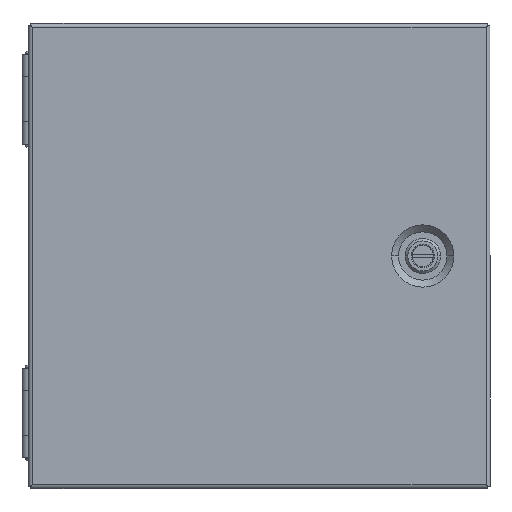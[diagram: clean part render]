
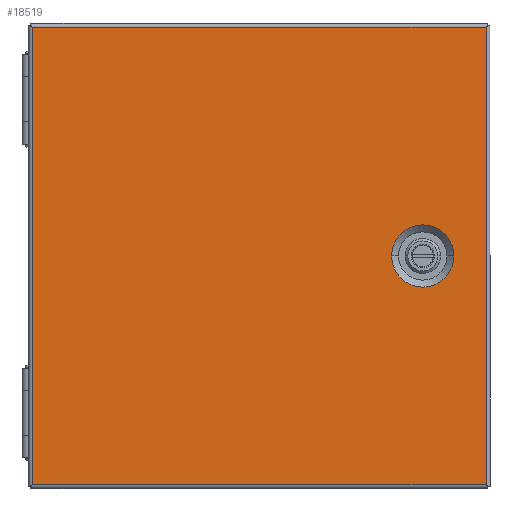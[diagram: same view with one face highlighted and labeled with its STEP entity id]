
A CAD part, top view. The second image highlights one B-rep face of the part: STEP entity #18519.
In plain terms, the highlighted planar face has unit normal (0, 0, 1).
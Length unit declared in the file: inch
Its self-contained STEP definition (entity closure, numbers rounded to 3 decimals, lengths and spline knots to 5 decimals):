
#18 = DIRECTION ( 'NONE',  ( 1., 0., 0. ) ) ;
#484 = ORIENTED_EDGE ( 'NONE', *, *, #15690, .T. ) ;
#559 = CARTESIAN_POINT ( 'NONE',  ( -5.0855, -5.1035, 6.118 ) ) ;
#1547 = DIRECTION ( 'NONE',  ( -1., 0., 0. ) ) ;
#1850 = EDGE_CURVE ( 'NONE', #20694, #16679, #6192, .T. ) ;
#2055 = EDGE_LOOP ( 'NONE', ( #5470, #8510, #4758, #484 ) ) ;
#2097 = DIRECTION ( 'NONE',  ( 1., 0., 0. ) ) ;
#2808 = VECTOR ( 'NONE', #10391, 39.37008 ) ;
#3029 = LINE ( 'NONE', #8132, #9679 ) ;
#3953 = CARTESIAN_POINT ( 'NONE',  ( 5.0425, -5.1035, 6.118 ) ) ;
#3994 = CIRCLE ( 'NONE', #16011, 0.69489 ) ;
#4434 = CARTESIAN_POINT ( 'NONE',  ( -5.0855, -5.1035, 6.118 ) ) ;
#4547 = VECTOR ( 'NONE', #1547, 39.37008 ) ;
#4758 = ORIENTED_EDGE ( 'NONE', *, *, #6770, .T. ) ;
#4804 = EDGE_CURVE ( 'NONE', #6909, #14442, #12634, .T. ) ;
#5470 = ORIENTED_EDGE ( 'NONE', *, *, #8855, .T. ) ;
#5616 = FACE_BOUND ( 'NONE', #10562, .T. ) ;
#6192 = CIRCLE ( 'NONE', #10792, 0.69489 ) ;
#6750 = ORIENTED_EDGE ( 'NONE', *, *, #20083, .T. ) ;
#6770 = EDGE_CURVE ( 'NONE', #14442, #11386, #3029, .T. ) ;
#6909 = VERTEX_POINT ( 'NONE', #20168 ) ;
#6962 = CARTESIAN_POINT ( 'NONE',  ( 5.0425, -5.1035, 6.118 ) ) ;
#7009 = VERTEX_POINT ( 'NONE', #12558 ) ;
#7389 = DIRECTION ( 'NONE',  ( 1., 0., 0. ) ) ;
#7618 = VECTOR ( 'NONE', #19359, 39.37008 ) ;
#8132 = CARTESIAN_POINT ( 'NONE',  ( 5.0425, -5.1035, 6.118 ) ) ;
#8510 = ORIENTED_EDGE ( 'NONE', *, *, #4804, .T. ) ;
#8855 = EDGE_CURVE ( 'NONE', #7009, #6909, #13177, .T. ) ;
#9679 = VECTOR ( 'NONE', #14879, 39.37008 ) ;
#10089 = CARTESIAN_POINT ( 'NONE',  ( 3.6285, 0.0005, 6.118 ) ) ;
#10391 = DIRECTION ( 'NONE',  ( 0., 1., 0. ) ) ;
#10407 = DIRECTION ( 'NONE',  ( 0., 0., -1. ) ) ;
#10562 = EDGE_LOOP ( 'NONE', ( #6750, #15866 ) ) ;
#10792 = AXIS2_PLACEMENT_3D ( 'NONE', #10089, #13634, #18 ) ;
#11386 = VERTEX_POINT ( 'NONE', #20902 ) ;
#12375 = FACE_OUTER_BOUND ( 'NONE', #2055, .T. ) ;
#12558 = CARTESIAN_POINT ( 'NONE',  ( 5.0425, 5.1045, 6.118 ) ) ;
#12634 = LINE ( 'NONE', #4434, #7618 ) ;
#13177 = LINE ( 'NONE', #19794, #4547 ) ;
#13634 = DIRECTION ( 'NONE',  ( 0., 0., -1. ) ) ;
#14442 = VERTEX_POINT ( 'NONE', #559 ) ;
#14879 = DIRECTION ( 'NONE',  ( 1., 0., 0. ) ) ;
#15273 = LINE ( 'NONE', #6962, #2808 ) ;
#15690 = EDGE_CURVE ( 'NONE', #11386, #7009, #15273, .T. ) ;
#15866 = ORIENTED_EDGE ( 'NONE', *, *, #1850, .T. ) ;
#16011 = AXIS2_PLACEMENT_3D ( 'NONE', #18809, #10407, #2097 ) ;
#16679 = VERTEX_POINT ( 'NONE', #21359 ) ;
#17184 = CARTESIAN_POINT ( 'NONE',  ( 2.93361, 0.0005, 6.118 ) ) ;
#17457 = DIRECTION ( 'NONE',  ( 0., 0., 1. ) ) ;
#18519 = ADVANCED_FACE ( 'NONE', ( #5616, #12375 ), #19107, .T. ) ;
#18809 = CARTESIAN_POINT ( 'NONE',  ( 3.6285, 0.0005, 6.118 ) ) ;
#19107 = PLANE ( 'NONE',  #19824 ) ;
#19359 = DIRECTION ( 'NONE',  ( 0., -1., 0. ) ) ;
#19794 = CARTESIAN_POINT ( 'NONE',  ( 5.0425, 5.1045, 6.118 ) ) ;
#19824 = AXIS2_PLACEMENT_3D ( 'NONE', #3953, #17457, #7389 ) ;
#20083 = EDGE_CURVE ( 'NONE', #16679, #20694, #3994, .T. ) ;
#20168 = CARTESIAN_POINT ( 'NONE',  ( -5.0855, 5.1045, 6.118 ) ) ;
#20694 = VERTEX_POINT ( 'NONE', #17184 ) ;
#20902 = CARTESIAN_POINT ( 'NONE',  ( 5.0425, -5.1035, 6.118 ) ) ;
#21359 = CARTESIAN_POINT ( 'NONE',  ( 4.32339, 0.0005, 6.118 ) ) ;
